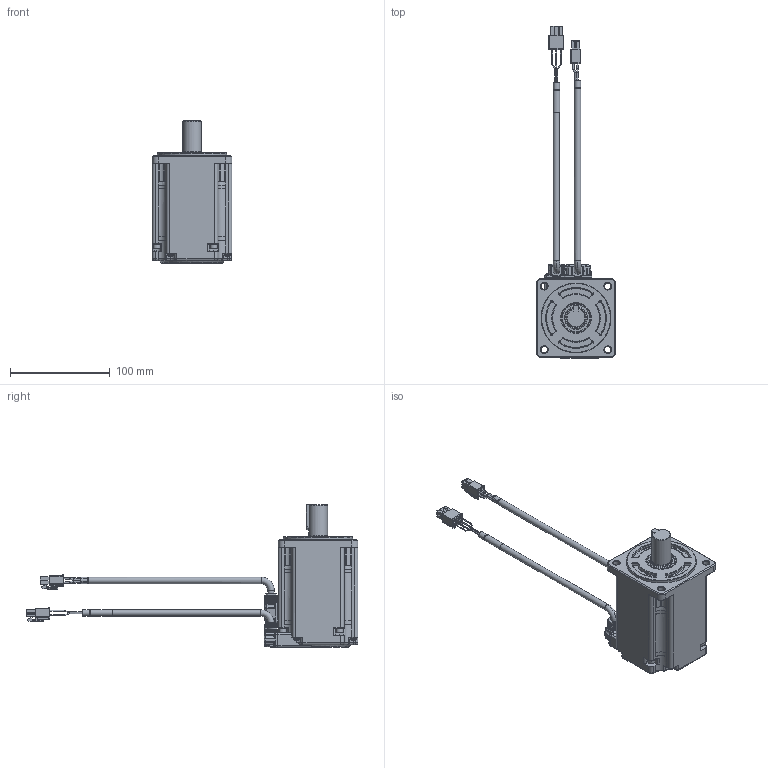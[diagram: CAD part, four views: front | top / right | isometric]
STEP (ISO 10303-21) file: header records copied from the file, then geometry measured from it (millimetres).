
FILE_DESCRIPTION( ('This file contains a STEP AP42 implementation' ,'as created by ZW3D STEP Interface translator.') ,'2;1' );
FILE_NAME( 'X2MQ100E-N2LA.stp' ,'22 521.135717', (''), ('ZWCAD Software Co.'), 'Version 1.0', 'ZW3D to STEP translator', '' );
FILE_SCHEMA(('CONFIG_CONTROL_DESIGN'));
Length unit declared in the file: millimetre
Products named in the file (1): 0
Bounding box: 80 x 332.95 x 143.1 mm (x, y, z)
Volume: 653211.7 mm3; surface area: 67058.5 mm2
Topology: 1 solids, 1 shells, 1989 faces, 5369 edges, 3455 vertices
Faces by surface type: plane 1057, cylinder 597, torus 122, bspline 86, sphere 65, cone 62
Full cylindrical faces by diameter (mm): 0.98 x18, 1.76 x12, 2.6 x10, 3.5 x8, 4 x4, 4.8 x4, 5.5 x4, 5.8 x1, 6 x4, 6.2 x1, 6.3 x2, 6.5 x7, 7 x4, 8 x4, 9.4 x1, 9.8 x1, 18.8 x1, 19 x1, 19.7 x1, 22 x2, 27.5 x1, 30 x1, 70 x1
Entity records: 70886 total; most frequent: CARTESIAN_POINT 21520, ORIENTED_EDGE 10680, DIRECTION 9947, EDGE_CURVE 5340, VERTEX_POINT 3455, AXIS2_PLACEMENT_3D 3441, VECTOR 3065, LINE 3065
